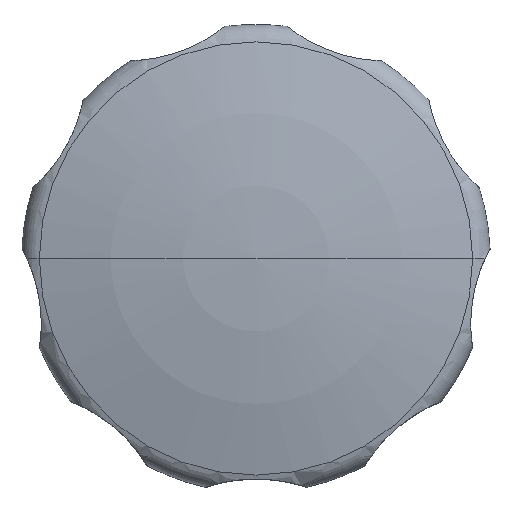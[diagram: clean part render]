
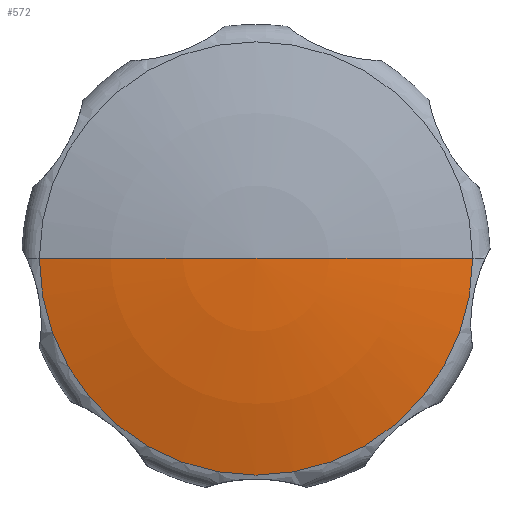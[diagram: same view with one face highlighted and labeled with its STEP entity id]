
A CAD part, top view. The second image highlights one B-rep face of the part: STEP entity #572.
In plain terms, the highlighted spherical face has radius 55.383 mm.
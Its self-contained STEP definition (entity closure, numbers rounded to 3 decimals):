
#334=EDGE_CURVE('',#592,#368,#747,.T.);
#338=VERTEX_POINT('',#751);
#368=VERTEX_POINT('',#782);
#572=ADVANCED_FACE('',(#1008),#1009,.T.);
#576=EDGE_CURVE('',#592,#338,#1014,.T.);
#592=VERTEX_POINT('',#1031);
#594=EDGE_CURVE('',#368,#338,#1033,.T.);
#747=CIRCLE('',#1348,55.383);
#751=CARTESIAN_POINT('',(13.876,0.,31.234));
#782=CARTESIAN_POINT('',(0.,0.,33.0));
#1008=FACE_OUTER_BOUND('',#2115,.T.);
#1009=SPHERICAL_SURFACE('',#2116,55.383);
#1014=CIRCLE('',#2122,13.876);
#1031=CARTESIAN_POINT('',(-13.876,0.,31.234));
#1033=CIRCLE('',#2173,55.383);
#1348=AXIS2_PLACEMENT_3D('',#2349,#2350,#2351);
#2115=EDGE_LOOP('',(#2649,#2650,#2651));
#2116=AXIS2_PLACEMENT_3D('',#2652,#2653,#2654);
#2122=AXIS2_PLACEMENT_3D('',#2663,#2664,#2665);
#2173=AXIS2_PLACEMENT_3D('',#2677,#2678,#2679);
#2349=CARTESIAN_POINT('',(0.,0.,-22.383));
#2350=DIRECTION('',(0.,1.0,0.));
#2351=DIRECTION('',(0.0,0.,-1.0));
#2649=ORIENTED_EDGE('',*,*,#334,.F.);
#2650=ORIENTED_EDGE('',*,*,#576,.T.);
#2651=ORIENTED_EDGE('',*,*,#594,.F.);
#2652=CARTESIAN_POINT('',(0.,0.,-22.383));
#2653=DIRECTION('',(0.,0.,1.0));
#2654=DIRECTION('',(-1.0,0.,0.0));
#2663=CARTESIAN_POINT('',(0.,0.,31.234));
#2664=DIRECTION('',(0.,0.,1.0));
#2665=DIRECTION('',(-1.0,0.,0.));
#2677=CARTESIAN_POINT('',(0.,0.,-22.383));
#2678=DIRECTION('',(0.,1.0,0.));
#2679=DIRECTION('',(0.0,0.,-1.0));
